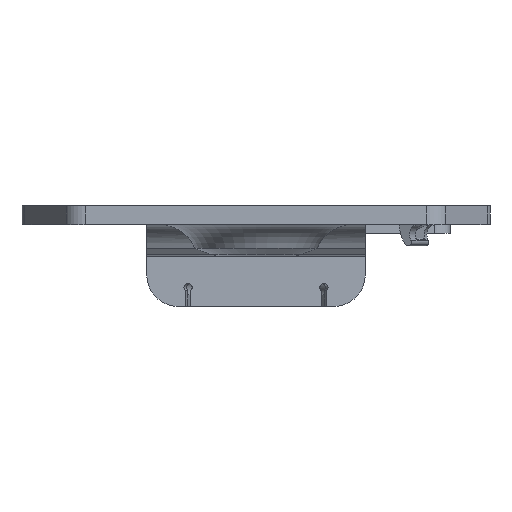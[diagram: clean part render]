
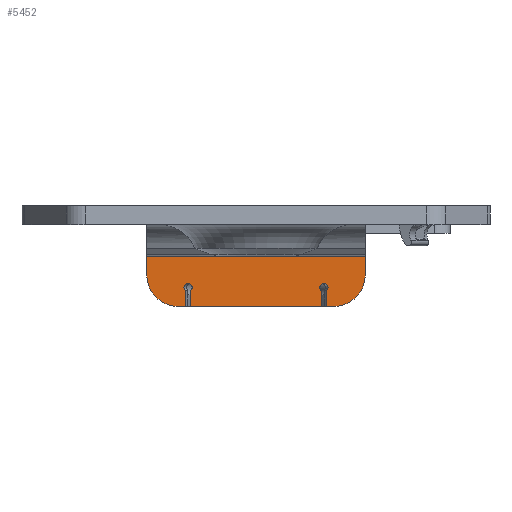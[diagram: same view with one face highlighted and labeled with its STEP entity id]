
A CAD part, front view. The second image highlights one B-rep face of the part: STEP entity #5452.
In plain terms, the highlighted planar face has unit normal (0, -1, 0).
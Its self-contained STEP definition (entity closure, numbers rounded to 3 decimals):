
#138=ELLIPSE('',#5808,0.648,0.625);
#139=ELLIPSE('',#5809,0.648,0.625);
#212=PLANE('',#5807);
#373=FACE_OUTER_BOUND('',#687,.T.);
#687=EDGE_LOOP('',(#3786,#3787,#3788,#3789,#3790,#3791,#3792,#3793,#3794,
#3795,#3796,#3797,#3798,#3799));
#1029=LINE('',#7921,#1567);
#1030=LINE('',#7929,#1568);
#1041=LINE('',#7963,#1579);
#1042=LINE('',#7969,#1580);
#1047=LINE('',#7982,#1585);
#1049=LINE('',#7985,#1587);
#1050=LINE('',#7992,#1588);
#1051=LINE('',#7994,#1589);
#1052=LINE('',#7996,#1590);
#1053=LINE('',#7999,#1591);
#1567=VECTOR('',#6374,10.);
#1568=VECTOR('',#6377,10.);
#1579=VECTOR('',#6394,10.);
#1580=VECTOR('',#6399,10.);
#1585=VECTOR('',#6416,1000.);
#1587=VECTOR('',#6420,1000.);
#1588=VECTOR('',#6429,1000.);
#1589=VECTOR('',#6430,1000.);
#1590=VECTOR('',#6431,1000.);
#1591=VECTOR('',#6434,1000.);
#2104=CIRCLE('',#5810,5.);
#2105=CIRCLE('',#5811,5.);
#2337=VERTEX_POINT('',#7916);
#2338=VERTEX_POINT('',#7919);
#2339=VERTEX_POINT('',#7923);
#2341=VERTEX_POINT('',#7928);
#2351=VERTEX_POINT('',#7956);
#2352=VERTEX_POINT('',#7961);
#2353=VERTEX_POINT('',#7965);
#2355=VERTEX_POINT('',#7968);
#2357=VERTEX_POINT('',#7980);
#2358=VERTEX_POINT('',#7989);
#2359=VERTEX_POINT('',#7991);
#2360=VERTEX_POINT('',#7993);
#2361=VERTEX_POINT('',#7995);
#2362=VERTEX_POINT('',#7997);
#2892=EDGE_CURVE('',#2337,#2338,#1029,.T.);
#2894=EDGE_CURVE('',#2341,#2339,#1030,.T.);
#2908=EDGE_CURVE('',#2351,#2352,#1041,.T.);
#2910=EDGE_CURVE('',#2355,#2353,#1042,.T.);
#2918=EDGE_CURVE('',#2357,#2352,#1047,.T.);
#2920=EDGE_CURVE('',#2355,#2338,#1049,.T.);
#2921=EDGE_CURVE('',#2337,#2339,#138,.T.);
#2922=EDGE_CURVE('',#2353,#2351,#139,.T.);
#2923=EDGE_CURVE('',#2357,#2358,#2104,.T.);
#2924=EDGE_CURVE('',#2358,#2359,#1050,.T.);
#2925=EDGE_CURVE('',#2360,#2359,#1051,.T.);
#2926=EDGE_CURVE('',#2361,#2360,#1052,.T.);
#2927=EDGE_CURVE('',#2361,#2362,#2105,.T.);
#2928=EDGE_CURVE('',#2341,#2362,#1053,.T.);
#3786=ORIENTED_EDGE('',*,*,#2894,.T.);
#3787=ORIENTED_EDGE('',*,*,#2921,.F.);
#3788=ORIENTED_EDGE('',*,*,#2892,.T.);
#3789=ORIENTED_EDGE('',*,*,#2920,.F.);
#3790=ORIENTED_EDGE('',*,*,#2910,.T.);
#3791=ORIENTED_EDGE('',*,*,#2922,.T.);
#3792=ORIENTED_EDGE('',*,*,#2908,.T.);
#3793=ORIENTED_EDGE('',*,*,#2918,.F.);
#3794=ORIENTED_EDGE('',*,*,#2923,.T.);
#3795=ORIENTED_EDGE('',*,*,#2924,.T.);
#3796=ORIENTED_EDGE('',*,*,#2925,.F.);
#3797=ORIENTED_EDGE('',*,*,#2926,.F.);
#3798=ORIENTED_EDGE('',*,*,#2927,.T.);
#3799=ORIENTED_EDGE('',*,*,#2928,.F.);
#5452=ADVANCED_FACE('',(#373),#212,.F.);
#5807=AXIS2_PLACEMENT_3D('',#7986,#6421,#6422);
#5808=AXIS2_PLACEMENT_3D('',#7987,#6423,#6424);
#5809=AXIS2_PLACEMENT_3D('',#7988,#6425,#6426);
#5810=AXIS2_PLACEMENT_3D('',#7990,#6427,#6428);
#5811=AXIS2_PLACEMENT_3D('',#7998,#6432,#6433);
#6374=DIRECTION('',(0.,0.,-1.));
#6377=DIRECTION('',(0.,0.,1.));
#6394=DIRECTION('',(0.,0.,-1.));
#6399=DIRECTION('',(0.,0.,1.));
#6416=DIRECTION('',(-1.,0.,0.));
#6420=DIRECTION('',(-1.,0.,0.));
#6421=DIRECTION('center_axis',(0.,1.,0.));
#6422=DIRECTION('ref_axis',(0.,0.,1.));
#6423=DIRECTION('center_axis',(0.,-1.,0.));
#6424=DIRECTION('ref_axis',(1.,0.,0.));
#6425=DIRECTION('center_axis',(0.,1.,0.));
#6426=DIRECTION('ref_axis',(1.,0.,0.));
#6427=DIRECTION('center_axis',(0.,-1.,0.));
#6428=DIRECTION('ref_axis',(0.,0.,1.));
#6429=DIRECTION('',(0.,0.,1.));
#6430=DIRECTION('',(1.,0.,0.));
#6431=DIRECTION('',(0.,0.,1.));
#6432=DIRECTION('center_axis',(0.,-1.,0.));
#6433=DIRECTION('ref_axis',(0.,0.,1.));
#6434=DIRECTION('',(-1.,0.,0.));
#7916=CARTESIAN_POINT('',(-10.34,19.4,-47.25));
#7919=CARTESIAN_POINT('',(-10.34,19.4,-49.8));
#7921=CARTESIAN_POINT('',(-10.34,19.4,-49.8));
#7923=CARTESIAN_POINT('',(-11.24,19.4,-47.25));
#7928=CARTESIAN_POINT('',(-11.24,19.4,-49.8));
#7929=CARTESIAN_POINT('',(-11.24,19.4,-49.8));
#7956=CARTESIAN_POINT('',(11.24,19.4,-47.25));
#7961=CARTESIAN_POINT('',(11.24,19.4,-49.8));
#7963=CARTESIAN_POINT('',(11.24,19.4,-49.8));
#7965=CARTESIAN_POINT('',(10.34,19.4,-47.25));
#7968=CARTESIAN_POINT('',(10.34,19.4,-49.8));
#7969=CARTESIAN_POINT('',(10.34,19.4,-49.8));
#7980=CARTESIAN_POINT('',(12.35,19.4,-49.8));
#7982=CARTESIAN_POINT('',(17.35,19.4,-49.8));
#7985=CARTESIAN_POINT('',(17.35,19.4,-49.8));
#7986=CARTESIAN_POINT('Origin',(17.35,19.4,-49.8));
#7987=CARTESIAN_POINT('Origin',(-10.79,19.4,-46.8));
#7988=CARTESIAN_POINT('Origin',(10.79,19.4,-46.8));
#7989=CARTESIAN_POINT('',(17.35,19.4,-44.8));
#7990=CARTESIAN_POINT('Origin',(12.35,19.4,-44.8));
#7991=CARTESIAN_POINT('',(17.35,19.4,-41.8));
#7992=CARTESIAN_POINT('',(17.35,19.4,-49.8));
#7993=CARTESIAN_POINT('',(-17.35,19.4,-41.8));
#7994=CARTESIAN_POINT('',(17.35,19.4,-41.8));
#7995=CARTESIAN_POINT('',(-17.35,19.4,-44.8));
#7996=CARTESIAN_POINT('',(-17.35,19.4,-49.8));
#7997=CARTESIAN_POINT('',(-12.35,19.4,-49.8));
#7998=CARTESIAN_POINT('Origin',(-12.35,19.4,-44.8));
#7999=CARTESIAN_POINT('',(17.35,19.4,-49.8));
